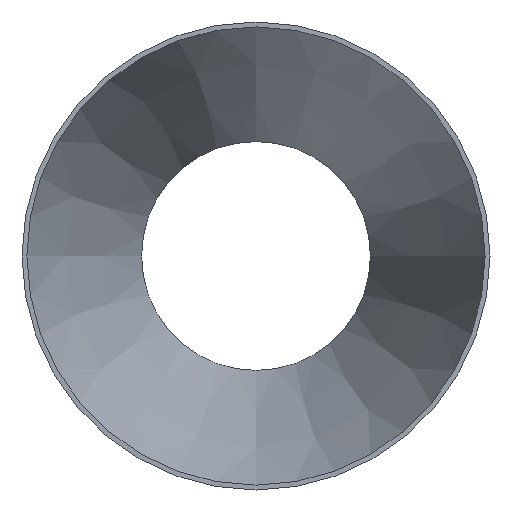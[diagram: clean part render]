
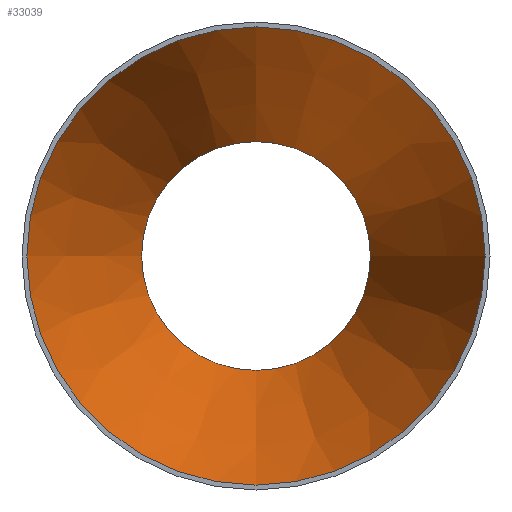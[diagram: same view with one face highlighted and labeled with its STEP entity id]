
A CAD part, front view. The second image highlights one B-rep face of the part: STEP entity #33039.
In plain terms, the highlighted conical face has half-angle 20.277 degrees and reference radius 149.802 mm.
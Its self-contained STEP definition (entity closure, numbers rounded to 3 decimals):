
#125 = EDGE_CURVE ( 'NONE', #33795, #33795, #8199, .T. ) ;
#3253 = AXIS2_PLACEMENT_3D ( 'NONE', #12254, #28671, #6235 ) ;
#3583 = DIRECTION ( 'NONE',  ( 0., 0., -1. ) ) ;
#3620 = VERTEX_POINT ( 'NONE', #16582 ) ;
#3886 = CIRCLE ( 'NONE', #9403, 149.802 ) ;
#4271 = CARTESIAN_POINT ( 'NONE',  ( 0., 203., -74.802 ) ) ;
#6235 = DIRECTION ( 'NONE',  ( 0., 0., -1. ) ) ;
#8199 = CIRCLE ( 'NONE', #26801, 74.802 ) ;
#9008 = EDGE_CURVE ( 'NONE', #3620, #3620, #3886, .T. ) ;
#9403 = AXIS2_PLACEMENT_3D ( 'NONE', #32367, #28935, #15538 ) ;
#12254 = CARTESIAN_POINT ( 'NONE',  ( 0., 0., 0. ) ) ;
#15366 = ORIENTED_EDGE ( 'NONE', *, *, #125, .F. ) ;
#15538 = DIRECTION ( 'NONE',  ( 0., 0., -1. ) ) ;
#16582 = CARTESIAN_POINT ( 'NONE',  ( 0., 0., -149.802 ) ) ;
#18539 = FACE_OUTER_BOUND ( 'NONE', #33168, .T. ) ;
#21542 = ORIENTED_EDGE ( 'NONE', *, *, #9008, .T. ) ;
#21776 = FACE_BOUND ( 'NONE', #33290, .T. ) ;
#26801 = AXIS2_PLACEMENT_3D ( 'NONE', #37023, #33333, #3583 ) ;
#28671 = DIRECTION ( 'NONE',  ( 0., -1., 0. ) ) ;
#28779 = CONICAL_SURFACE ( 'NONE', #3253, 149.802, 0.354 ) ;
#28935 = DIRECTION ( 'NONE',  ( 0., -1., 0. ) ) ;
#32367 = CARTESIAN_POINT ( 'NONE',  ( 0., 0., 0. ) ) ;
#33039 = ADVANCED_FACE ( 'NONE', ( #21776, #18539 ), #28779, .F. ) ;
#33168 = EDGE_LOOP ( 'NONE', ( #21542 ) ) ;
#33290 = EDGE_LOOP ( 'NONE', ( #15366 ) ) ;
#33333 = DIRECTION ( 'NONE',  ( 0., -1., 0. ) ) ;
#33795 = VERTEX_POINT ( 'NONE', #4271 ) ;
#37023 = CARTESIAN_POINT ( 'NONE',  ( 0., 203., 0. ) ) ;
